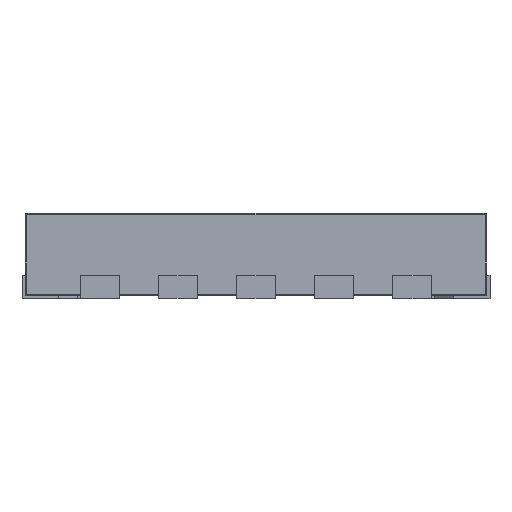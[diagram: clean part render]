
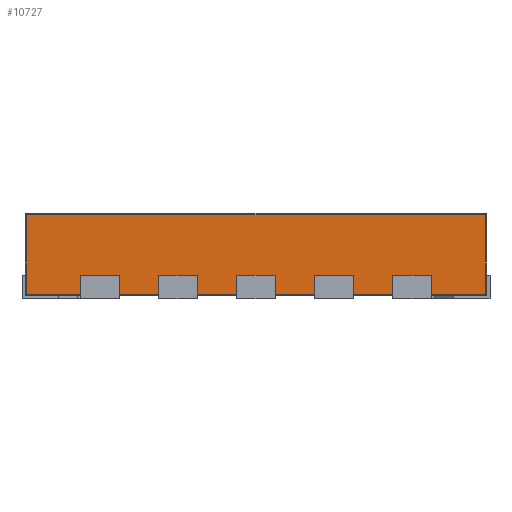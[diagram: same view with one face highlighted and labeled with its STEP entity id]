
A CAD part, left-side view. The second image highlights one B-rep face of the part: STEP entity #10727.
In plain terms, the highlighted planar face has unit normal (-1, 0, 0).
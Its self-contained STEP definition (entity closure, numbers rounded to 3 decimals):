
#560 = DIRECTION ( 'NONE',  ( -1., 0., 0. ) ) ;
#835 = VERTEX_POINT ( 'NONE', #11412 ) ;
#1814 = DIRECTION ( 'NONE',  ( 0., 0., 1. ) ) ;
#2401 = LINE ( 'NONE', #8271, #2666 ) ;
#2460 = DIRECTION ( 'NONE',  ( 0., 0., -1. ) ) ;
#2666 = VECTOR ( 'NONE', #14112, 1000. ) ;
#3989 = EDGE_CURVE ( 'NONE', #835, #17808, #9759, .T. ) ;
#4824 = VECTOR ( 'NONE', #5258, 1000. ) ;
#5123 = VECTOR ( 'NONE', #16652, 1000. ) ;
#5258 = DIRECTION ( 'NONE',  ( 0., 1., 0. ) ) ;
#6045 = ORIENTED_EDGE ( 'NONE', *, *, #12044, .T. ) ;
#6486 = LINE ( 'NONE', #15728, #14417 ) ;
#6842 = CARTESIAN_POINT ( 'NONE',  ( -1.48, 1.48, 0.54 ) ) ;
#6996 = EDGE_LOOP ( 'NONE', ( #6045, #15203, #18646, #11498 ) ) ;
#8271 = CARTESIAN_POINT ( 'NONE',  ( -1.48, -1.47, 0.02 ) ) ;
#8933 = EDGE_CURVE ( 'NONE', #18611, #835, #2401, .T. ) ;
#9395 = CARTESIAN_POINT ( 'NONE',  ( -1.48, 1.47, 0.03 ) ) ;
#9487 = EDGE_CURVE ( 'NONE', #10183, #18611, #17025, .T. ) ;
#9759 = LINE ( 'NONE', #6842, #4824 ) ;
#10183 = VERTEX_POINT ( 'NONE', #9395 ) ;
#10548 = FACE_OUTER_BOUND ( 'NONE', #6996, .T. ) ;
#10727 = ADVANCED_FACE ( 'NONE', ( #10548 ), #16668, .T. ) ;
#10862 = CARTESIAN_POINT ( 'NONE',  ( -1.48, 1.47, 0.54 ) ) ;
#11412 = CARTESIAN_POINT ( 'NONE',  ( -1.48, -1.47, 0.54 ) ) ;
#11498 = ORIENTED_EDGE ( 'NONE', *, *, #3989, .T. ) ;
#11997 = CARTESIAN_POINT ( 'NONE',  ( -1.48, 1.48, 0.02 ) ) ;
#12044 = EDGE_CURVE ( 'NONE', #17808, #10183, #6486, .T. ) ;
#12216 = CARTESIAN_POINT ( 'NONE',  ( -1.48, -1.47, 0.03 ) ) ;
#13134 = AXIS2_PLACEMENT_3D ( 'NONE', #11997, #560, #1814 ) ;
#14112 = DIRECTION ( 'NONE',  ( 0., 0., 1. ) ) ;
#14417 = VECTOR ( 'NONE', #2460, 1000. ) ;
#15203 = ORIENTED_EDGE ( 'NONE', *, *, #9487, .T. ) ;
#15498 = CARTESIAN_POINT ( 'NONE',  ( -1.48, -1.48, 0.03 ) ) ;
#15728 = CARTESIAN_POINT ( 'NONE',  ( -1.48, 1.47, 0.02 ) ) ;
#16652 = DIRECTION ( 'NONE',  ( 0., -1., 0. ) ) ;
#16668 = PLANE ( 'NONE',  #13134 ) ;
#17025 = LINE ( 'NONE', #15498, #5123 ) ;
#17808 = VERTEX_POINT ( 'NONE', #10862 ) ;
#18611 = VERTEX_POINT ( 'NONE', #12216 ) ;
#18646 = ORIENTED_EDGE ( 'NONE', *, *, #8933, .T. ) ;
